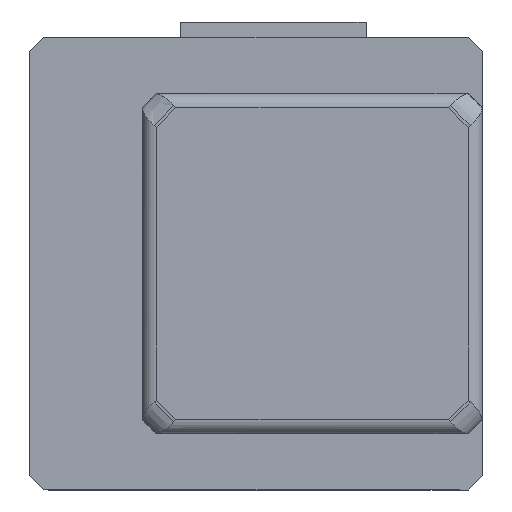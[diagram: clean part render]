
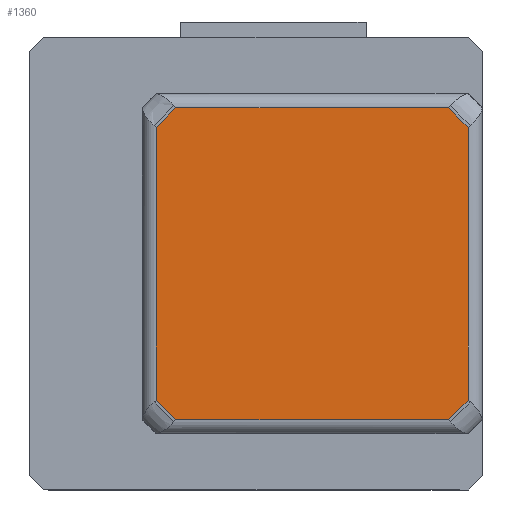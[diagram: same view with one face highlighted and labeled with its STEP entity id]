
A CAD part, front view. The second image highlights one B-rep face of the part: STEP entity #1360.
In plain terms, the highlighted planar face has unit normal (0, -1, 0).
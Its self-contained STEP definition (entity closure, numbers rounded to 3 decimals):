
#112=PLANE('',#1451);
#157=FACE_OUTER_BOUND('',#240,.T.);
#240=EDGE_LOOP('',(#987,#988,#989,#990,#991,#992,#993,#994));
#314=LINE('',#2123,#445);
#320=LINE('',#2277,#451);
#323=LINE('',#2458,#454);
#328=LINE('',#2535,#459);
#335=LINE('',#2657,#466);
#339=LINE('',#2711,#470);
#340=LINE('',#2713,#471);
#341=LINE('',#2714,#472);
#445=VECTOR('',#1569,10.);
#451=VECTOR('',#1579,10.);
#454=VECTOR('',#1584,10.);
#459=VECTOR('',#1593,10.);
#466=VECTOR('',#1602,10.);
#470=VECTOR('',#1610,10.);
#471=VECTOR('',#1611,10.);
#472=VECTOR('',#1612,10.);
#598=VERTEX_POINT('',#1987);
#601=VERTEX_POINT('',#2058);
#608=VERTEX_POINT('',#2212);
#610=VERTEX_POINT('',#2322);
#613=VERTEX_POINT('',#2393);
#623=VERTEX_POINT('',#2592);
#626=VERTEX_POINT('',#2710);
#627=VERTEX_POINT('',#2712);
#725=EDGE_CURVE('',#601,#598,#314,.T.);
#735=EDGE_CURVE('',#608,#601,#320,.T.);
#741=EDGE_CURVE('',#613,#610,#323,.T.);
#748=EDGE_CURVE('',#598,#613,#328,.T.);
#757=EDGE_CURVE('',#623,#608,#335,.T.);
#762=EDGE_CURVE('',#626,#623,#339,.T.);
#763=EDGE_CURVE('',#627,#626,#340,.T.);
#764=EDGE_CURVE('',#610,#627,#341,.T.);
#987=ORIENTED_EDGE('',*,*,#725,.F.);
#988=ORIENTED_EDGE('',*,*,#735,.F.);
#989=ORIENTED_EDGE('',*,*,#757,.F.);
#990=ORIENTED_EDGE('',*,*,#762,.F.);
#991=ORIENTED_EDGE('',*,*,#763,.F.);
#992=ORIENTED_EDGE('',*,*,#764,.F.);
#993=ORIENTED_EDGE('',*,*,#741,.F.);
#994=ORIENTED_EDGE('',*,*,#748,.F.);
#1360=ADVANCED_FACE('',(#157),#112,.T.);
#1451=AXIS2_PLACEMENT_3D('',#2709,#1608,#1609);
#1569=DIRECTION('',(0.707,0.,-0.707));
#1579=DIRECTION('',(1.,0.,0.));
#1584=DIRECTION('',(-0.707,0.,-0.707));
#1593=DIRECTION('',(0.,0.,-1.));
#1602=DIRECTION('',(0.707,0.,0.707));
#1608=DIRECTION('center_axis',(0.,-1.,0.));
#1609=DIRECTION('ref_axis',(0.,0.,-1.));
#1610=DIRECTION('',(0.,0.,1.));
#1611=DIRECTION('',(-0.707,0.,0.707));
#1612=DIRECTION('',(-1.,0.,0.));
#1987=CARTESIAN_POINT('',(7.,-131.881,-8.842));
#2058=CARTESIAN_POINT('',(5.625,-131.881,-7.467));
#2123=CARTESIAN_POINT('',(6.313,-131.881,-8.155));
#2212=CARTESIAN_POINT('',(-13.625,-131.881,-7.467));
#2277=CARTESIAN_POINT('',(1.875,-131.881,-7.467));
#2322=CARTESIAN_POINT('',(5.625,-131.881,-29.467));
#2393=CARTESIAN_POINT('',(7.,-131.881,-28.093));
#2458=CARTESIAN_POINT('',(6.313,-131.881,-28.78));
#2535=CARTESIAN_POINT('',(7.,-131.881,-26.449));
#2592=CARTESIAN_POINT('',(-15.,-131.881,-8.842));
#2657=CARTESIAN_POINT('',(-14.313,-131.881,-8.155));
#2709=CARTESIAN_POINT('Origin',(-4.25,-131.881,-18.467));
#2710=CARTESIAN_POINT('',(-15.,-131.881,-28.093));
#2711=CARTESIAN_POINT('',(-15.,-131.881,-12.467));
#2712=CARTESIAN_POINT('',(-13.625,-131.881,-29.467));
#2713=CARTESIAN_POINT('',(-14.313,-131.881,-28.78));
#2714=CARTESIAN_POINT('',(-10.125,-131.881,-29.467));
